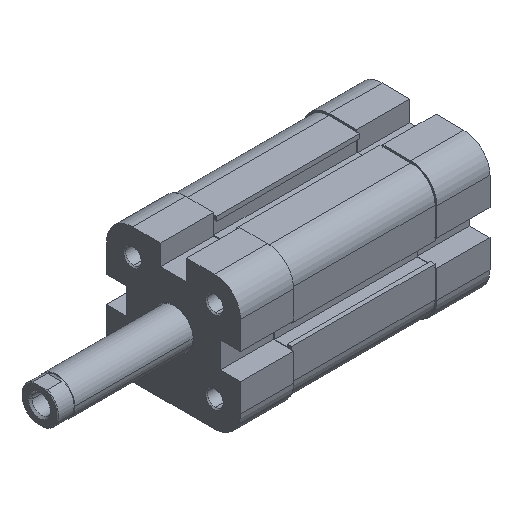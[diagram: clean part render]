
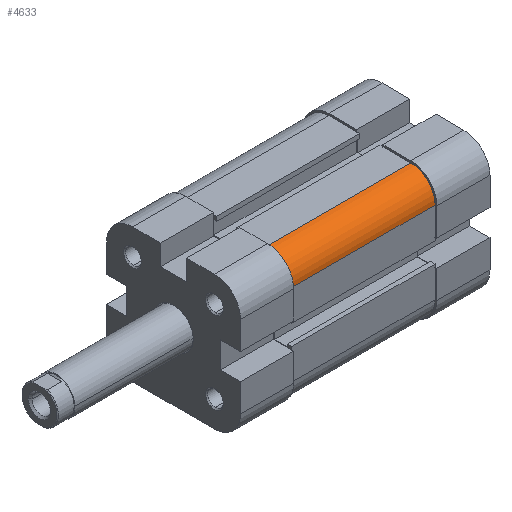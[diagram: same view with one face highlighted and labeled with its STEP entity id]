
A CAD part, isometric view. The second image highlights one B-rep face of the part: STEP entity #4633.
In plain terms, the highlighted cylindrical face has radius 6.5 mm (diameter 13 mm), a partial arc.
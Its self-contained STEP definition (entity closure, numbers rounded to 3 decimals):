
#41 = LINE ( 'NONE', #4667, #1837 ) ;
#420 = EDGE_LOOP ( 'NONE', ( #3190, #3189, #3188, #3187 ) ) ;
#480 = CARTESIAN_POINT ( 'NONE',  ( 28.5, 0., 0. ) ) ;
#606 = CARTESIAN_POINT ( 'NONE',  ( 28.5, 0., -38.5 ) ) ;
#671 = DIRECTION ( 'NONE',  ( 1., 0., 0. ) ) ;
#738 = CARTESIAN_POINT ( 'NONE',  ( 28.5, 6.5, 0. ) ) ;
#790 = CARTESIAN_POINT ( 'NONE',  ( 28.5, 0., -38.5 ) ) ;
#815 = DIRECTION ( 'NONE',  ( 0., 0., 1. ) ) ;
#937 = AXIS2_PLACEMENT_3D ( 'NONE', #6408, #6396, #6399 ) ;
#1029 = CYLINDRICAL_SURFACE ( 'NONE', #937, 6.5 ) ;
#1032 = FACE_OUTER_BOUND ( 'NONE', #420, .T. ) ;
#1194 = VERTEX_POINT ( 'NONE', #1466 ) ;
#1291 = VERTEX_POINT ( 'NONE', #1599 ) ;
#1312 = VERTEX_POINT ( 'NONE', #480 ) ;
#1414 = VERTEX_POINT ( 'NONE', #790 ) ;
#1466 = CARTESIAN_POINT ( 'NONE',  ( 35., 6.5, 0. ) ) ;
#1599 = CARTESIAN_POINT ( 'NONE',  ( 35., 6.5, -38.5 ) ) ;
#1831 = LINE ( 'NONE', #606, #1832 ) ;
#1832 = VECTOR ( 'NONE', #4666, 1000. ) ;
#1833 = CIRCLE ( 'NONE', #4189, 6.5 ) ;
#1837 = VECTOR ( 'NONE', #4670, 1000. ) ;
#1844 = CIRCLE ( 'NONE', #4191, 6.5 ) ;
#3187 = ORIENTED_EDGE ( 'NONE', *, *, #3705, .T. ) ;
#3188 = ORIENTED_EDGE ( 'NONE', *, *, #3707, .T. ) ;
#3189 = ORIENTED_EDGE ( 'NONE', *, *, #3703, .F. ) ;
#3190 = ORIENTED_EDGE ( 'NONE', *, *, #3701, .F. ) ;
#3701 = EDGE_CURVE ( 'NONE', #1312, #1194, #1833, .T. ) ;
#3703 = EDGE_CURVE ( 'NONE', #1414, #1312, #1831, .T. ) ;
#3705 = EDGE_CURVE ( 'NONE', #1291, #1194, #41, .T. ) ;
#3707 = EDGE_CURVE ( 'NONE', #1414, #1291, #1844, .T. ) ;
#4189 = AXIS2_PLACEMENT_3D ( 'NONE', #738, #815, #671 ) ;
#4191 = AXIS2_PLACEMENT_3D ( 'NONE', #4673, #4674, #4675 ) ;
#4633 = ADVANCED_FACE ( 'NONE', ( #1032 ), #1029, .T. ) ;
#4666 = DIRECTION ( 'NONE',  ( 0., 0., 1. ) ) ;
#4667 = CARTESIAN_POINT ( 'NONE',  ( 35., 6.5, -38.5 ) ) ;
#4670 = DIRECTION ( 'NONE',  ( 0., 0., 1. ) ) ;
#4673 = CARTESIAN_POINT ( 'NONE',  ( 28.5, 6.5, -38.5 ) ) ;
#4674 = DIRECTION ( 'NONE',  ( 0., 0., 1. ) ) ;
#4675 = DIRECTION ( 'NONE',  ( 1., 0., 0. ) ) ;
#6396 = DIRECTION ( 'NONE',  ( 0., 0., 1. ) ) ;
#6399 = DIRECTION ( 'NONE',  ( 1., 0., 0. ) ) ;
#6408 = CARTESIAN_POINT ( 'NONE',  ( 28.5, 6.5, -38.5 ) ) ;
